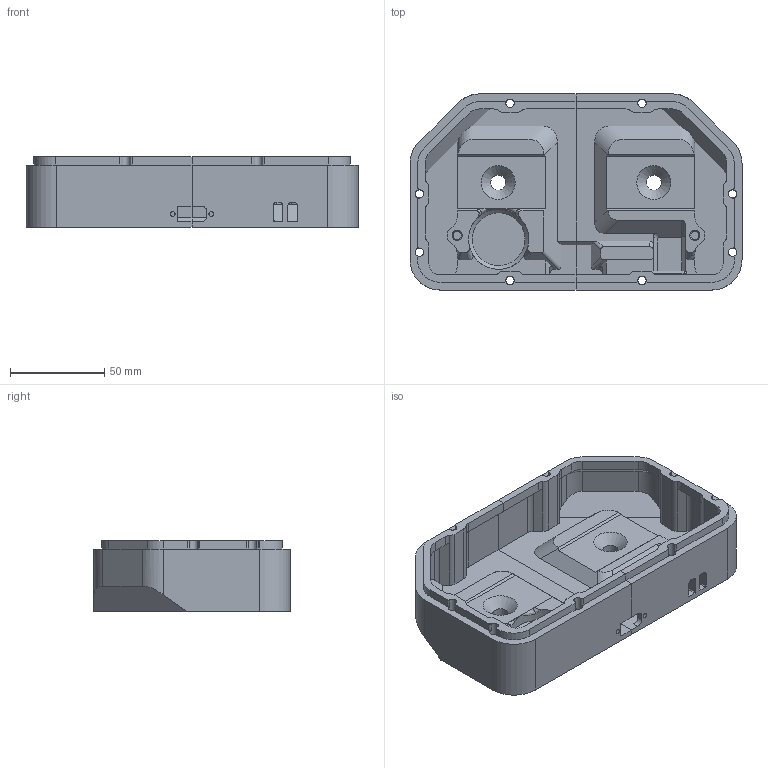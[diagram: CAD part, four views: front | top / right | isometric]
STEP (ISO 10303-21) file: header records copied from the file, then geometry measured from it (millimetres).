
FILE_DESCRIPTION(('HOOPS Exchange Step'),'2;1');
FILE_NAME('temp_export','2021-11-09T22:17:47+19:00',('poastoast'),('Shapr3D Limited'),'HOOPS Exchange 2021.1','Shapr3D','Authorized');
FILE_SCHEMA( ('AP203_CONFIGURATION_CONTROLLED_3D_DESIGN_OF_MECHANICAL_PARTS_AND_ASSEMBLIES_MIM_LF') );
Length unit declared in the file: millimetre
Products named in the file (1): 6D01D410-DEE6-4180-8CC0-BB5F032568EF.tmp
Bounding box: 176 x 104 x 37.4 mm (x, y, z)
Volume: 195625.3 mm3; surface area: 78757 mm2
Topology: 2 solids, 2 shells, 372 faces, 1066 edges, 692 vertices
Faces by surface type: plane 186, cylinder 153, cone 23, bspline 8, torus 2
Full cylindrical faces by diameter (mm): 2.6 x2, 4.4 x8, 5.4 x2, 6.4 x8, 8 x2, 32 x1
Entity records: 14285 total; most frequent: CARTESIAN_POINT 4206, DIRECTION 2153, ORIENTED_EDGE 2128, EDGE_CURVE 1064, AXIS2_PLACEMENT_3D 742, VERTEX_POINT 692, VECTOR 669, LINE 669
